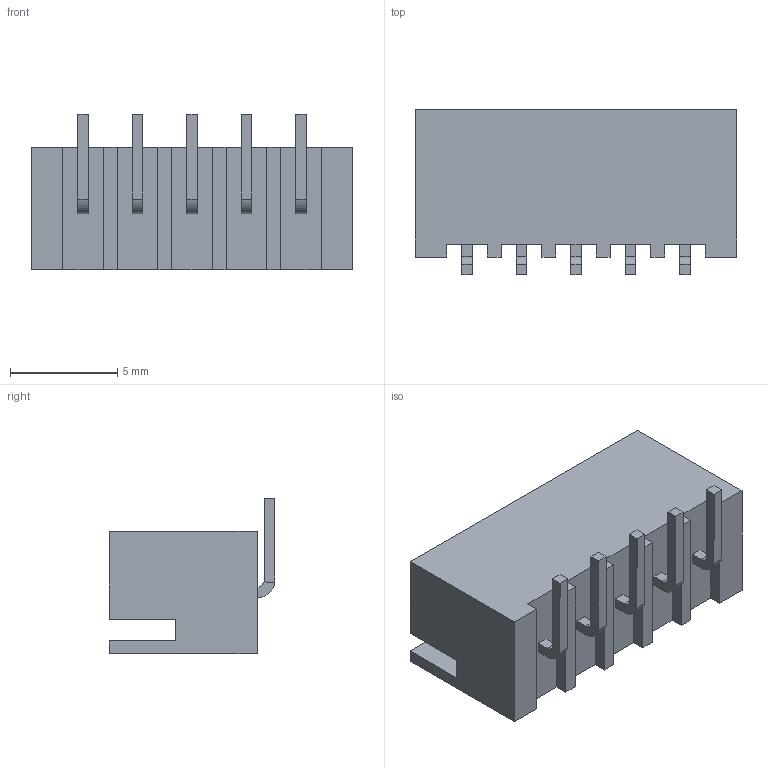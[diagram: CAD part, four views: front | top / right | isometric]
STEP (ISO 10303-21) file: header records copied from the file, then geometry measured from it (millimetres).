
FILE_DESCRIPTION (( 'STEP AP214' ), '1' );
FILE_NAME ('User Library-XH2.54-5P.STEP', '2021-06-04T04:57:57', ( '' ), ( '' ), 'SwSTEP 2.0', 'SolidWorks 2021', '' );
FILE_SCHEMA (( 'AUTOMOTIVE_DESIGN' ));
Length unit declared in the file: millimetre
Products named in the file (1): User Library-XH2.54-5P
Bounding box: 15 x 7.73 x 7.24 mm (x, y, z)
Volume: 197.2 mm3; surface area: 770.6 mm2
Topology: 1 solids, 1 shells, 134 faces, 326 edges, 204 vertices
Faces by surface type: plane 124, cylinder 10
Entity records: 4328 total; most frequent: CARTESIAN_POINT 665, ORIENTED_EDGE 652, DIRECTION 616, EDGE_CURVE 326, VECTOR 306, LINE 306, VERTEX_POINT 204, AXIS2_PLACEMENT_3D 155
